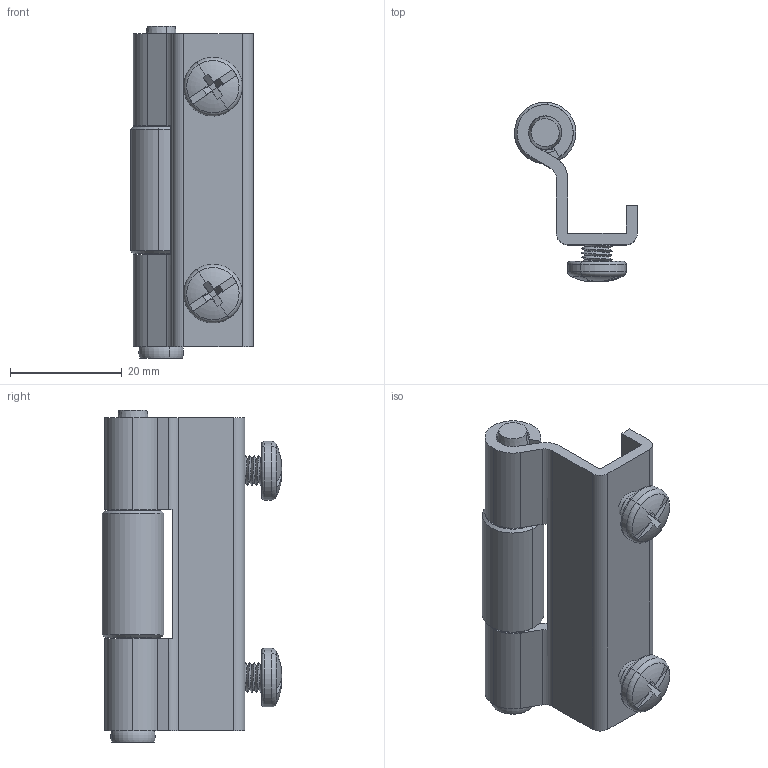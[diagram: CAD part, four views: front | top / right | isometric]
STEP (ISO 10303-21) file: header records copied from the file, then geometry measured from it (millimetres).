
FILE_DESCRIPTION (( 'STEP AP203' ), '1' );
FILE_NAME ('MG05.2.1.V2.2.STEP', '2018-10-03T10:46:23', ( '' ), ( '' ), 'SwSTEP 2.0', 'SolidWorks 2015', '' );
FILE_SCHEMA (( 'CONFIG_CONTROL_DESIGN' ));
Length unit declared in the file: millimetre
Products named in the file (1): MG05.2.1.V2.2
Bounding box: 21.99 x 32.08 x 59.35 mm (x, y, z)
Surface area: 8116.5 mm2 (no closed solid volume)
Topology: 0 solids, 8 shells, 147 faces, 456 edges, 320 vertices
Faces by surface type: plane 62, cylinder 53, cone 14, torus 14, bspline 4
Entity records: 7059 total; most frequent: CARTESIAN_POINT 3140, ORIENTED_EDGE 808, DIRECTION 762, EDGE_CURVE 456, VERTEX_POINT 320, AXIS2_PLACEMENT_3D 279, LINE 204, VECTOR 204
